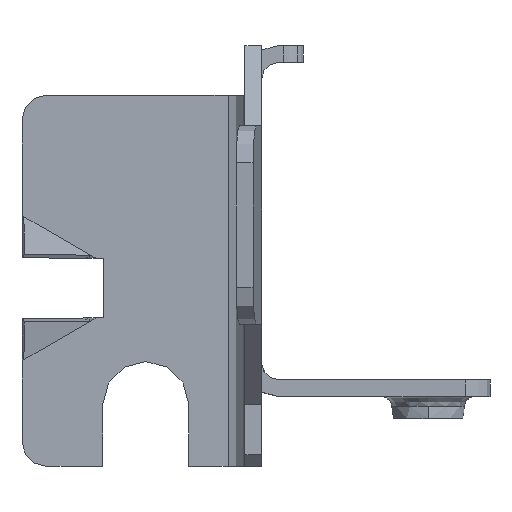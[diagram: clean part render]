
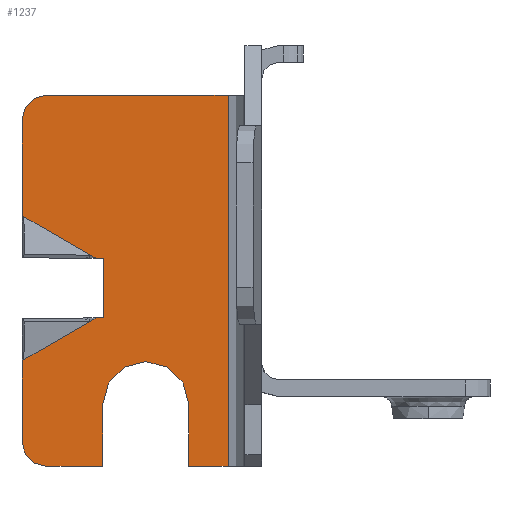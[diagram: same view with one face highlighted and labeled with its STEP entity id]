
A CAD part, front view. The second image highlights one B-rep face of the part: STEP entity #1237.
In plain terms, the highlighted planar face has unit normal (0, -1, 0).
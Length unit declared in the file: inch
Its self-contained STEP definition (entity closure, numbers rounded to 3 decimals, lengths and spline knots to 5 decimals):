
#1237=ADVANCED_FACE('',(#3126),#3127,.F.);
#2179=EDGE_CURVE('',#4412,#4378,#4429,.T.);
#2181=EDGE_CURVE('',#4378,#4431,#4432,.T.);
#2191=EDGE_CURVE('',#4442,#4393,#4445,.T.);
#2193=EDGE_CURVE('',#4393,#4401,#4447,.T.);
#2195=EDGE_CURVE('',#4401,#4449,#4450,.T.);
#2205=EDGE_CURVE('',#4460,#4412,#4463,.T.);
#2273=EDGE_CURVE('',#4552,#4553,#4554,.T.);
#2281=EDGE_CURVE('',#4449,#4552,#4564,.T.);
#2291=EDGE_CURVE('',#4573,#4442,#4576,.T.);
#2293=EDGE_CURVE('',#4578,#4573,#4579,.T.);
#2303=EDGE_CURVE('',#4589,#4578,#4592,.T.);
#2305=EDGE_CURVE('',#4594,#4589,#4595,.T.);
#2311=EDGE_CURVE('',#4602,#4594,#4603,.T.);
#2317=EDGE_CURVE('',#4610,#4602,#4611,.T.);
#2323=EDGE_CURVE('',#4618,#4619,#4620,.T.);
#2331=EDGE_CURVE('',#4431,#4618,#4630,.T.);
#2339=EDGE_CURVE('',#4553,#4460,#4638,.T.);
#2341=EDGE_CURVE('',#4640,#4610,#4641,.T.);
#2343=EDGE_CURVE('',#4643,#4640,#4644,.T.);
#2345=EDGE_CURVE('',#4619,#4643,#4646,.T.);
#3126=FACE_OUTER_BOUND('',#21540,.T.);
#3127=PLANE('',#21541);
#4378=VERTEX_POINT('',#29982);
#4393=VERTEX_POINT('',#30007);
#4401=VERTEX_POINT('',#30021);
#4412=VERTEX_POINT('',#30040);
#4429=LINE('',#30069,#30070);
#4431=VERTEX_POINT('',#30073);
#4432=LINE('',#30074,#30075);
#4442=VERTEX_POINT('',#30096);
#4445=LINE('',#30101,#30102);
#4447=LINE('',#30105,#30106);
#4449=VERTEX_POINT('',#30109);
#4450=LINE('',#30110,#30111);
#4460=VERTEX_POINT('',#30132);
#4463=LINE('',#30137,#30138);
#4552=VERTEX_POINT('',#30277);
#4553=VERTEX_POINT('',#30278);
#4554=LINE('',#30279,#30280);
#4564=LINE('',#30297,#30298);
#4573=VERTEX_POINT('',#30314);
#4576=LINE('',#30319,#30320);
#4578=VERTEX_POINT('',#30323);
#4579=CIRCLE('',#30324,0.05);
#4589=VERTEX_POINT('',#30340);
#4592=LINE('',#30345,#30346);
#4594=VERTEX_POINT('',#30349);
#4595=LINE('',#30350,#30351);
#4602=VERTEX_POINT('',#30363);
#4603=CIRCLE('',#30364,0.087);
#4610=VERTEX_POINT('',#30375);
#4611=LINE('',#30376,#30377);
#4618=VERTEX_POINT('',#30389);
#4619=VERTEX_POINT('',#30390);
#4620=CIRCLE('',#30391,0.05);
#4630=LINE('',#30407,#30408);
#4638=LINE('',#30423,#30424);
#4640=VERTEX_POINT('',#30427);
#4641=LINE('',#30428,#30429);
#4643=VERTEX_POINT('',#30432);
#4644=LINE('',#30433,#30434);
#4646=LINE('',#30437,#30438);
#21540=EDGE_LOOP('',(#34141,#34142,#34143,#34144,#34145,#34146,#34147,#34148,#34149,#34150,#34151,#34152,#34153,#34154,#34155,#34156,#34157,#34158,#34159,#34160));
#21541=AXIS2_PLACEMENT_3D('',#34161,#34162,#34163);
#29982=CARTESIAN_POINT('',(-0.81614,3.76,0.32938));
#30007=CARTESIAN_POINT('',(-0.81614,3.76,0.04062));
#30021=CARTESIAN_POINT('',(-0.68157,3.76,0.11832));
#30040=CARTESIAN_POINT('',(-0.68157,3.76,0.25168));
#30069=CARTESIAN_POINT('',(-0.86624,3.76,0.3583));
#30070=VECTOR('',#35144,39.37008);
#30073=CARTESIAN_POINT('',(-0.82,3.76,0.3316));
#30074=CARTESIAN_POINT('',(-0.86624,3.76,0.3583));
#30075=VECTOR('',#35145,39.37008);
#30096=CARTESIAN_POINT('',(-0.82,3.76,0.0384));
#30101=CARTESIAN_POINT('',(-0.57179,3.76,0.1817));
#30102=VECTOR('',#35148,39.37008);
#30105=CARTESIAN_POINT('',(-0.57179,3.76,0.1817));
#30106=VECTOR('',#35149,39.37008);
#30109=CARTESIAN_POINT('',(-0.67,3.76,0.125));
#30110=CARTESIAN_POINT('',(-0.57179,3.76,0.1817));
#30111=VECTOR('',#35150,39.37008);
#30132=CARTESIAN_POINT('',(-0.67,3.76,0.245));
#30137=CARTESIAN_POINT('',(-0.86624,3.76,0.3583));
#30138=VECTOR('',#35153,39.37008);
#30277=CARTESIAN_POINT('',(-0.655,3.76,0.125));
#30278=CARTESIAN_POINT('',(-0.655,3.76,0.245));
#30279=CARTESIAN_POINT('',(-0.655,3.76,0.245));
#30280=VECTOR('',#35221,39.37008);
#30297=CARTESIAN_POINT('',(-0.82,3.76,0.125));
#30298=VECTOR('',#35225,39.37008);
#30314=CARTESIAN_POINT('',(-0.82,3.76,-0.125));
#30319=CARTESIAN_POINT('',(-0.82,3.76,0.525));
#30320=VECTOR('',#35230,39.37008);
#30323=CARTESIAN_POINT('',(-0.77,3.76,-0.175));
#30324=AXIS2_PLACEMENT_3D('',#35231,#35232,#35233);
#30340=CARTESIAN_POINT('',(-0.657,3.76,-0.175));
#30345=CARTESIAN_POINT('',(-0.77,3.76,-0.175));
#30346=VECTOR('',#35240,39.37008);
#30349=CARTESIAN_POINT('',(-0.657,3.76,-0.05));
#30350=CARTESIAN_POINT('',(-0.657,3.76,-0.05));
#30351=VECTOR('',#35241,39.37008);
#30363=CARTESIAN_POINT('',(-0.483,3.76,-0.05));
#30364=AXIS2_PLACEMENT_3D('',#35244,#35245,#35246);
#30375=CARTESIAN_POINT('',(-0.483,3.76,-0.175));
#30376=CARTESIAN_POINT('',(-0.483,3.76,-0.05));
#30377=VECTOR('',#35251,39.37008);
#30389=CARTESIAN_POINT('',(-0.82,3.76,0.525));
#30390=CARTESIAN_POINT('',(-0.77,3.76,0.575));
#30391=AXIS2_PLACEMENT_3D('',#35254,#35255,#35256);
#30407=CARTESIAN_POINT('',(-0.82,3.76,0.525));
#30408=VECTOR('',#35262,39.37008);
#30423=CARTESIAN_POINT('',(-0.82,3.76,0.245));
#30424=VECTOR('',#35266,39.37008);
#30427=CARTESIAN_POINT('',(-0.404,3.76,-0.175));
#30428=CARTESIAN_POINT('',(-0.77,3.76,-0.175));
#30429=VECTOR('',#35267,39.37008);
#30432=CARTESIAN_POINT('',(-0.404,3.76,0.575));
#30433=CARTESIAN_POINT('',(-0.404,3.76,0.575));
#30434=VECTOR('',#35268,39.37008);
#30437=CARTESIAN_POINT('',(-0.37,3.76,0.575));
#30438=VECTOR('',#35269,39.37008);
#34141=ORIENTED_EDGE('',*,*,#2205,.F.);
#34142=ORIENTED_EDGE('',*,*,#2339,.F.);
#34143=ORIENTED_EDGE('',*,*,#2273,.F.);
#34144=ORIENTED_EDGE('',*,*,#2281,.F.);
#34145=ORIENTED_EDGE('',*,*,#2195,.F.);
#34146=ORIENTED_EDGE('',*,*,#2193,.F.);
#34147=ORIENTED_EDGE('',*,*,#2191,.F.);
#34148=ORIENTED_EDGE('',*,*,#2291,.F.);
#34149=ORIENTED_EDGE('',*,*,#2293,.F.);
#34150=ORIENTED_EDGE('',*,*,#2303,.F.);
#34151=ORIENTED_EDGE('',*,*,#2305,.F.);
#34152=ORIENTED_EDGE('',*,*,#2311,.F.);
#34153=ORIENTED_EDGE('',*,*,#2317,.F.);
#34154=ORIENTED_EDGE('',*,*,#2341,.F.);
#34155=ORIENTED_EDGE('',*,*,#2343,.F.);
#34156=ORIENTED_EDGE('',*,*,#2345,.F.);
#34157=ORIENTED_EDGE('',*,*,#2323,.F.);
#34158=ORIENTED_EDGE('',*,*,#2331,.F.);
#34159=ORIENTED_EDGE('',*,*,#2181,.F.);
#34160=ORIENTED_EDGE('',*,*,#2179,.F.);
#34161=CARTESIAN_POINT('',(-0.77,3.76,0.525));
#34162=DIRECTION('',(0.,1.0,0.));
#34163=DIRECTION('',(1.0,0.0,0.));
#35144=DIRECTION('',(-0.866,0.,0.5));
#35145=DIRECTION('',(-0.866,0.,0.5));
#35148=DIRECTION('',(0.866,0.,0.5));
#35149=DIRECTION('',(0.866,0.,0.5));
#35150=DIRECTION('',(0.866,0.,0.5));
#35153=DIRECTION('',(-0.866,0.,0.5));
#35221=DIRECTION('',(0.,0.,1.0));
#35225=DIRECTION('',(1.0,0.,0.));
#35230=DIRECTION('',(0.,0.,1.0));
#35231=CARTESIAN_POINT('',(-0.77,3.76,-0.125));
#35232=DIRECTION('',(0.,1.0,0.));
#35233=DIRECTION('',(-1.0,0.,0.));
#35240=DIRECTION('',(-1.0,0.,0.));
#35241=DIRECTION('',(0.,0.,-1.0));
#35244=CARTESIAN_POINT('',(-0.57,3.76,-0.05));
#35245=DIRECTION('',(0.,-1.0,0.));
#35246=DIRECTION('',(-1.0,0.,0.));
#35251=DIRECTION('',(0.,0.,1.0));
#35254=CARTESIAN_POINT('',(-0.77,3.76,0.525));
#35255=DIRECTION('',(0.,1.0,0.));
#35256=DIRECTION('',(-1.0,0.,0.));
#35262=DIRECTION('',(0.,0.,1.0));
#35266=DIRECTION('',(-1.0,0.,0.));
#35267=DIRECTION('',(-1.0,0.,0.));
#35268=DIRECTION('',(0.,0.,-1.0));
#35269=DIRECTION('',(1.0,0.,0.));
